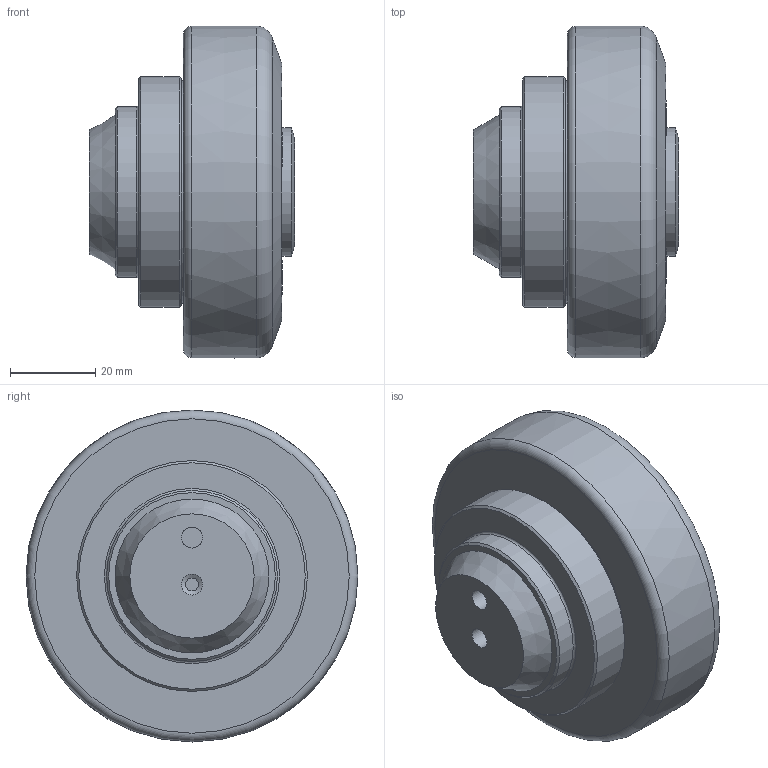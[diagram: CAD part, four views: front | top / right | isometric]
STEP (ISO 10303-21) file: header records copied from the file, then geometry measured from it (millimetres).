
FILE_DESCRIPTION(/* description */ ('-','CAx-IF Rec.Pracs.---Representation and Presentation of Product Manufacturing Information (PMI)---4.0---2014-10-13'),/* implementation_level */ '2;1');
FILE_NAME(/* name */ 'c8d656e9-5076-479a-aba2-363a0f70dcf3.stp',/* time_stamp */ '2020-04-01T16:32:09+02:00',/* author */ ('-'),/* organization */ ('NTI CADcenter A/S'),/* preprocessor_version */ 'ST-DEVELOPER v18',/* originating_system */ 'Autodesk Inventor 2020',/* authorisation */ '-');
FILE_SCHEMA (('AP242_MANAGED_MODEL_BASED_3D_ENGINEERING_MIM_LF { 1 0 10303 442 1 1 4 }'));
Length unit declared in the file: millimetre
Products named in the file (1): TR 080.0368_Kontur
Bounding box: 48 x 77.69 x 77.7 mm (x, y, z)
Volume: 141870.3 mm3; surface area: 18108.8 mm2
Topology: 1 solids, 1 shells, 63 faces, 155 edges, 109 vertices
Faces by surface type: plane 36, cylinder 15, cone 8, torus 3, bspline 1
Full cylindrical faces by diameter (mm): 2.5 x2, 3 x1, 4.917 x2, 8 x3, 10 x2, 30 x1, 40 x1, 52 x1, 54 x1
Entity records: 2027 total; most frequent: CARTESIAN_POINT 415, DIRECTION 347, ORIENTED_EDGE 308, EDGE_CURVE 154, AXIS2_PLACEMENT_3D 135, VERTEX_POINT 109, EDGE_LOOP 79, LINE 77
